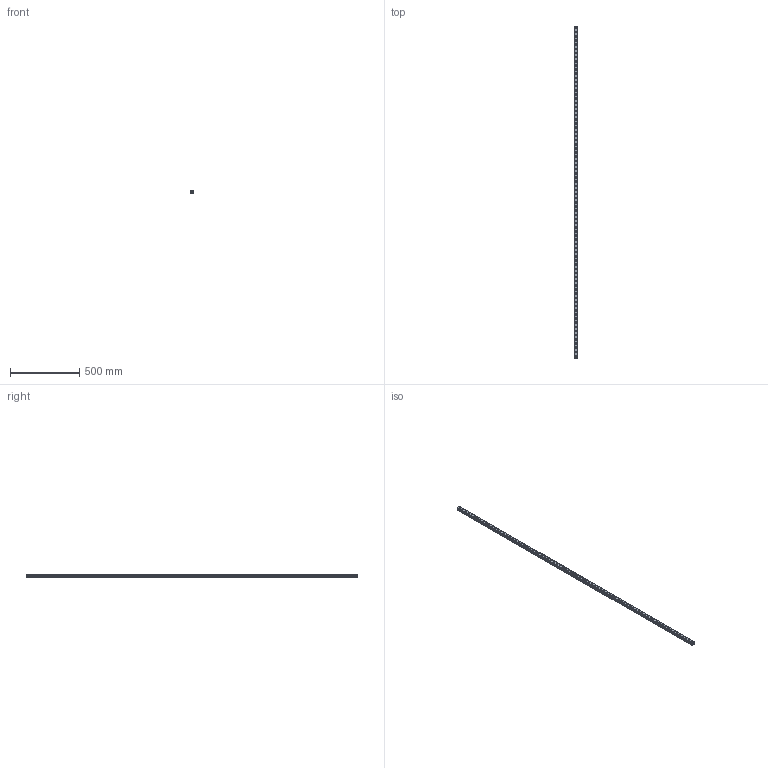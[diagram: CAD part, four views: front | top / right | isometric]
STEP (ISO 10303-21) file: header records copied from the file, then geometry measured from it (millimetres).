
FILE_DESCRIPTION(('STEP AP214'),'1');
FILE_NAME('cctmp_64908638-C9B5-4C63-8DD9-EC06988847B0_2021_03_10_17_53_31_0977..stp','2021-03-10T16:53:32',('HIWIN GmbH'),('CADClick - www.CADClick.com'),'Spatial InterOp 3D',' ','unknown authorization');
FILE_SCHEMA(('AUTOMOTIVE_DESIGN'));
Length unit declared in the file: millimetre
Products named in the file (1): RGR25R2400H_FILE
Bounding box: 23 x 2400 x 23.6 mm (x, y, z)
Volume: 962443.5 mm3; surface area: 297997.8 mm2
Topology: 1 solids, 1 shells, 837 faces, 1773 edges, 1182 vertices
Faces by surface type: cylinder 498, plane 339
Entity records: 29683 total; most frequent: DIRECTION 4445, CARTESIAN_POINT 3793, ORIENTED_EDGE 3546, AXIS2_PLACEMENT_3D 1834, EDGE_CURVE 1773, VERTEX_POINT 1182, EDGE_LOOP 1081, CIRCLE 996
